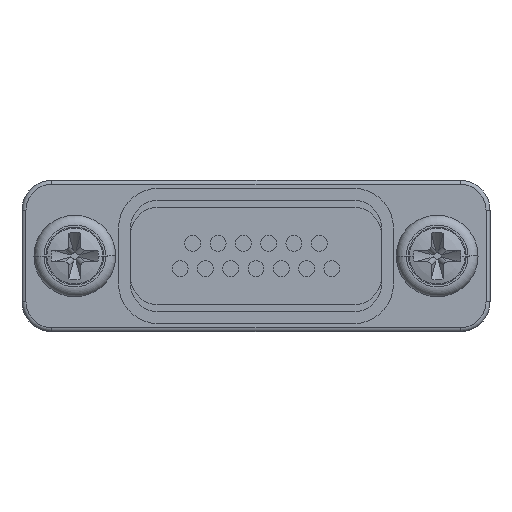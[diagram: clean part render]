
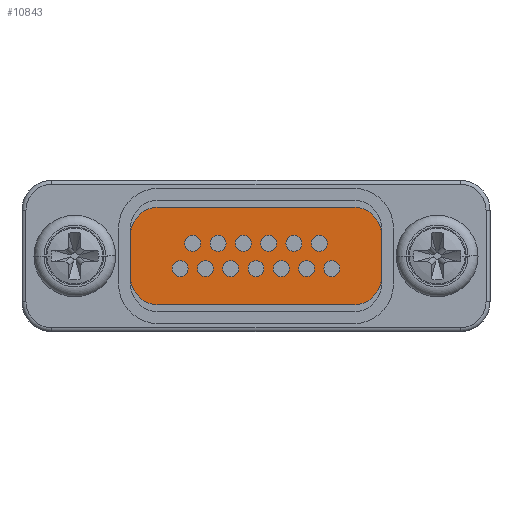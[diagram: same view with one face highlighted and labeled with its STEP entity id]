
A CAD part, front view. The second image highlights one B-rep face of the part: STEP entity #10843.
In plain terms, the highlighted planar face has unit normal (0, -1, 0).
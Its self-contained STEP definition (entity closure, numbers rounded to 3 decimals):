
#10624=DIRECTION('',(1.,0.,0.));
#10625=VECTOR('',#10624,9.8);
#10626=CARTESIAN_POINT('',(-4.9,0.2,2.45));
#10627=LINE('',#10626,#10625);
#10628=CARTESIAN_POINT('',(4.9,0.2,1.05));
#10629=DIRECTION('',(0.,1.,0.));
#10630=DIRECTION('',(0.,0.,1.));
#10631=AXIS2_PLACEMENT_3D('',#10628,#10629,#10630);
#10633=DIRECTION('',(0.,0.,-1.));
#10634=VECTOR('',#10633,2.1);
#10635=CARTESIAN_POINT('',(6.3,0.2,1.05));
#10636=LINE('',#10635,#10634);
#10637=CARTESIAN_POINT('',(4.9,0.2,-1.05));
#10638=DIRECTION('',(0.,1.,0.));
#10639=DIRECTION('',(1.,0.,0.));
#10640=AXIS2_PLACEMENT_3D('',#10637,#10638,#10639);
#10642=DIRECTION('',(-1.,0.,0.));
#10643=VECTOR('',#10642,9.8);
#10644=CARTESIAN_POINT('',(4.9,0.2,-2.45));
#10645=LINE('',#10644,#10643);
#10646=CARTESIAN_POINT('',(-4.9,0.2,-1.05));
#10647=DIRECTION('',(0.,1.,0.));
#10648=DIRECTION('',(0.,0.,-1.));
#10649=AXIS2_PLACEMENT_3D('',#10646,#10647,#10648);
#10651=DIRECTION('',(0.,0.,1.));
#10652=VECTOR('',#10651,2.1);
#10653=CARTESIAN_POINT('',(-6.3,0.2,-1.05));
#10654=LINE('',#10653,#10652);
#10655=CARTESIAN_POINT('',(-4.9,0.2,1.05));
#10656=DIRECTION('',(0.,1.,0.));
#10657=DIRECTION('',(-1.,0.,0.));
#10658=AXIS2_PLACEMENT_3D('',#10655,#10656,#10657);
#10676=CARTESIAN_POINT('',(-4.9,0.2,2.45));
#10677=CARTESIAN_POINT('',(4.9,0.2,2.45));
#10678=VERTEX_POINT('',#10676);
#10679=VERTEX_POINT('',#10677);
#10680=CARTESIAN_POINT('',(6.3,0.2,1.05));
#10681=VERTEX_POINT('',#10680);
#10682=CARTESIAN_POINT('',(6.3,0.2,-1.05));
#10683=VERTEX_POINT('',#10682);
#10684=CARTESIAN_POINT('',(4.9,0.2,-2.45));
#10685=VERTEX_POINT('',#10684);
#10686=CARTESIAN_POINT('',(-4.9,0.2,-2.45));
#10687=VERTEX_POINT('',#10686);
#10688=CARTESIAN_POINT('',(-6.3,0.2,-1.05));
#10689=VERTEX_POINT('',#10688);
#10690=CARTESIAN_POINT('',(-6.3,0.2,1.05));
#10691=VERTEX_POINT('',#10690);
#10828=CARTESIAN_POINT('',(0.,0.2,0.));
#10829=DIRECTION('',(0.,1.,0.));
#10830=DIRECTION('',(-1.,0.,0.));
#10831=AXIS2_PLACEMENT_3D('',#10828,#10829,#10830);
#10832=PLANE('',#10831);
#10833=ORIENTED_EDGE('',*,*,#10724,.T.);
#10834=ORIENTED_EDGE('',*,*,#10739,.T.);
#10835=ORIENTED_EDGE('',*,*,#10753,.T.);
#10836=ORIENTED_EDGE('',*,*,#10767,.T.);
#10837=ORIENTED_EDGE('',*,*,#10781,.T.);
#10838=ORIENTED_EDGE('',*,*,#10795,.T.);
#10839=ORIENTED_EDGE('',*,*,#10809,.T.);
#10840=ORIENTED_EDGE('',*,*,#10822,.T.);
#10841=EDGE_LOOP('',(#10833,#10834,#10835,#10836,#10837,#10838,#10839,#10840));
#10842=FACE_OUTER_BOUND('',#10841,.F.);
#10632=CIRCLE('',#10631,1.4);
#10641=CIRCLE('',#10640,1.4);
#10650=CIRCLE('',#10649,1.4);
#10659=CIRCLE('',#10658,1.4);
#10724=EDGE_CURVE('',#10678,#10679,#10627,.T.);
#10739=EDGE_CURVE('',#10679,#10681,#10632,.T.);
#10753=EDGE_CURVE('',#10681,#10683,#10636,.T.);
#10767=EDGE_CURVE('',#10683,#10685,#10641,.T.);
#10781=EDGE_CURVE('',#10685,#10687,#10645,.T.);
#10795=EDGE_CURVE('',#10687,#10689,#10650,.T.);
#10809=EDGE_CURVE('',#10689,#10691,#10654,.T.);
#10822=EDGE_CURVE('',#10691,#10678,#10659,.T.);
#10843=ADVANCED_FACE('',(#10842),#10832,.F.);
